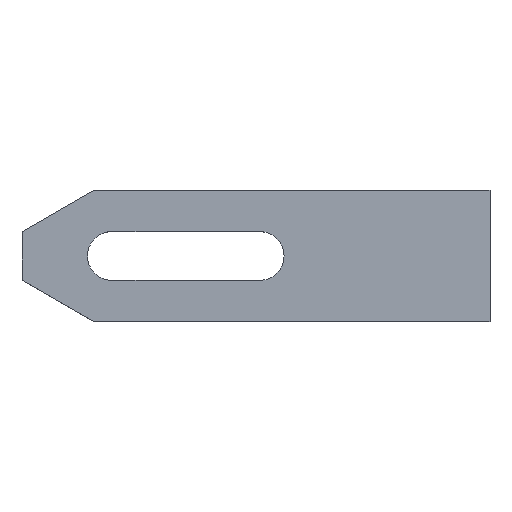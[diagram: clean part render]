
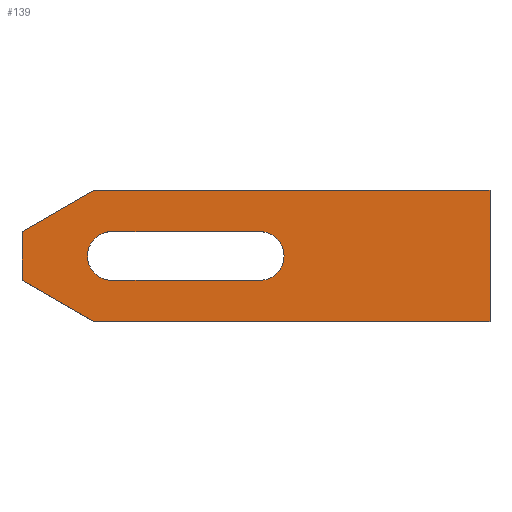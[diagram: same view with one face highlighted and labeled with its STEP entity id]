
A CAD part, top view. The second image highlights one B-rep face of the part: STEP entity #139.
In plain terms, the highlighted planar face has unit normal (0, 0, 1).
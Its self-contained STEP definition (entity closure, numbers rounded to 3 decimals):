
#89=VERTEX_POINT('',#231);
#91=VERTEX_POINT('',#233);
#97=EDGE_CURVE('',#127,#89,#239,.T.);
#119=VERTEX_POINT('',#265);
#121=EDGE_CURVE('',#153,#129,#267,.T.);
#123=EDGE_CURVE('',#163,#127,#269,.T.);
#127=VERTEX_POINT('',#273);
#129=VERTEX_POINT('',#275);
#137=EDGE_CURVE('',#91,#153,#283,.T.);
#139=ADVANCED_FACE('',(#285,#286),#287,.T.);
#153=VERTEX_POINT('',#303);
#157=EDGE_CURVE('',#195,#163,#307,.T.);
#163=VERTEX_POINT('',#313);
#165=EDGE_CURVE('',#129,#181,#315,.T.);
#181=VERTEX_POINT('',#335);
#183=VERTEX_POINT('',#337);
#185=EDGE_CURVE('',#183,#119,#339,.T.);
#193=EDGE_CURVE('',#119,#195,#348,.T.);
#195=VERTEX_POINT('',#350);
#201=EDGE_CURVE('',#89,#183,#357,.T.);
#205=EDGE_CURVE('',#181,#91,#361,.T.);
#231=CARTESIAN_POINT('',(250.0,-35.,30.0));
#233=CARTESIAN_POINT('',(127.0,13.,30.0));
#239=LINE('',#388,#389);
#265=CARTESIAN_POINT('',(0.0,-13.,30.0));
#267=LINE('',#427,#428);
#269=LINE('',#431,#432);
#273=CARTESIAN_POINT('',(250.0,35.,30.0));
#275=CARTESIAN_POINT('',(48.0,-13.,30.0));
#283=CIRCLE('',#455,13.0);
#285=FACE_BOUND('',#457,.T.);
#286=FACE_OUTER_BOUND('',#458,.T.);
#287=PLANE('',#459);
#303=CARTESIAN_POINT('',(127.0,-13.,30.0));
#307=LINE('',#482,#483);
#313=CARTESIAN_POINT('',(38.105,35.,30.0));
#315=CIRCLE('',#494,13.0);
#335=CARTESIAN_POINT('',(48.0,13.,30.0));
#337=CARTESIAN_POINT('',(38.105,-35.,30.0));
#339=LINE('',#525,#526);
#348=LINE('',#536,#537);
#350=CARTESIAN_POINT('',(0.0,13.,30.0));
#357=LINE('',#549,#550);
#361=LINE('',#557,#558);
#388=CARTESIAN_POINT('',(250.0,-35.,30.0));
#389=VECTOR('',#575,1.0);
#427=CARTESIAN_POINT('',(129.497,-13.,30.0));
#428=VECTOR('',#615,1.0);
#431=CARTESIAN_POINT('',(250.0,35.,30.0));
#432=VECTOR('',#616,1.0);
#455=AXIS2_PLACEMENT_3D('',#621,#622,#623);
#457=EDGE_LOOP('',(#625,#626,#627,#628));
#458=EDGE_LOOP('',(#629,#630,#631,#632,#633,#634));
#459=AXIS2_PLACEMENT_3D('',#635,#636,#637);
#482=CARTESIAN_POINT('',(38.105,35.,30.0));
#483=VECTOR('',#655,1.0);
#494=AXIS2_PLACEMENT_3D('',#657,#658,#659);
#525=CARTESIAN_POINT('',(0.0,-13.,30.0));
#526=VECTOR('',#693,1.0);
#536=CARTESIAN_POINT('',(0.0,13.,30.0));
#537=VECTOR('',#702,1.0);
#549=CARTESIAN_POINT('',(38.105,-35.,30.0));
#550=VECTOR('',#712,1.0);
#557=CARTESIAN_POINT('',(89.997,13.,30.0));
#558=VECTOR('',#714,1.0);
#575=DIRECTION('',(0.0,-1.0,0.0));
#615=DIRECTION('',(-1.0,0.0,0.0));
#616=DIRECTION('',(1.0,0.0,0.0));
#621=CARTESIAN_POINT('',(127.0,0.,30.0));
#622=DIRECTION('',(0.0,0.0,-1.0));
#623=DIRECTION('',(0.0,1.0,0.0));
#625=ORIENTED_EDGE('',*,*,#165,.T.);
#626=ORIENTED_EDGE('',*,*,#205,.T.);
#627=ORIENTED_EDGE('',*,*,#137,.T.);
#628=ORIENTED_EDGE('',*,*,#121,.T.);
#629=ORIENTED_EDGE('',*,*,#201,.F.);
#630=ORIENTED_EDGE('',*,*,#97,.F.);
#631=ORIENTED_EDGE('',*,*,#123,.F.);
#632=ORIENTED_EDGE('',*,*,#157,.F.);
#633=ORIENTED_EDGE('',*,*,#193,.F.);
#634=ORIENTED_EDGE('',*,*,#185,.F.);
#635=CARTESIAN_POINT('',(131.994,0.,30.0));
#636=DIRECTION('',(0.0,0.0,1.0));
#637=DIRECTION('',(1.0,0.0,0.0));
#655=DIRECTION('',(0.866,0.5,0.0));
#657=CARTESIAN_POINT('',(48.0,0.,30.0));
#658=DIRECTION('',(0.0,0.0,-1.0));
#659=DIRECTION('',(0.0,-1.0,0.0));
#693=DIRECTION('',(-0.866,0.5,0.0));
#702=DIRECTION('',(0.0,1.0,0.0));
#712=DIRECTION('',(-1.0,0.0,0.0));
#714=DIRECTION('',(1.0,0.0,0.0));
